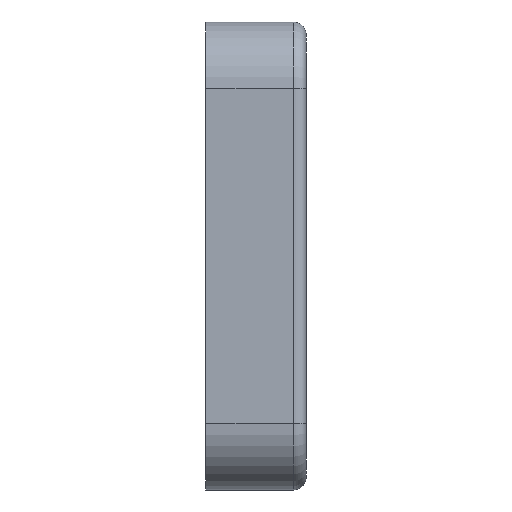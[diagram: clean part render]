
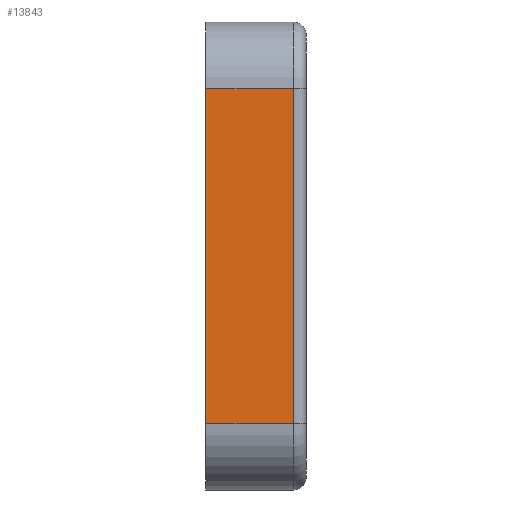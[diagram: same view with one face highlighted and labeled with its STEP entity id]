
A CAD part, left-side view. The second image highlights one B-rep face of the part: STEP entity #13843.
In plain terms, the highlighted planar face has unit normal (-1, 0, 0).
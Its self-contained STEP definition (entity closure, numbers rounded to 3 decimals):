
#211=PLANE('',#14886);
#980=FACE_OUTER_BOUND('',#1735,.T.);
#1735=EDGE_LOOP('',(#10763,#10764,#10765,#10766));
#3858=LINE('',#24181,#5005);
#3862=LINE('',#24194,#5009);
#3863=LINE('',#24196,#5010);
#3864=LINE('',#24197,#5011);
#5005=VECTOR('',#17080,10.);
#5009=VECTOR('',#17096,10.);
#5010=VECTOR('',#17097,10.);
#5011=VECTOR('',#17098,10.);
#6363=VERTEX_POINT('',#24173);
#6365=VERTEX_POINT('',#24179);
#6368=VERTEX_POINT('',#24193);
#6369=VERTEX_POINT('',#24195);
#8118=EDGE_CURVE('',#6365,#6363,#3858,.T.);
#8125=EDGE_CURVE('',#6365,#6368,#3862,.T.);
#8126=EDGE_CURVE('',#6369,#6368,#3863,.T.);
#8127=EDGE_CURVE('',#6363,#6369,#3864,.T.);
#10763=ORIENTED_EDGE('',*,*,#8118,.F.);
#10764=ORIENTED_EDGE('',*,*,#8125,.T.);
#10765=ORIENTED_EDGE('',*,*,#8126,.F.);
#10766=ORIENTED_EDGE('',*,*,#8127,.F.);
#13843=ADVANCED_FACE('',(#980),#211,.T.);
#14886=AXIS2_PLACEMENT_3D('',#24192,#17094,#17095);
#17080=DIRECTION('',(0.,0.,-1.));
#17094=DIRECTION('center_axis',(-1.,0.,0.));
#17095=DIRECTION('ref_axis',(0.,0.,1.));
#17096=DIRECTION('',(0.,1.,0.));
#17097=DIRECTION('',(0.,0.,1.));
#17098=DIRECTION('',(0.,1.,0.));
#24173=CARTESIAN_POINT('',(-27.95,1.,-13.));
#24179=CARTESIAN_POINT('',(-27.95,1.,13.));
#24181=CARTESIAN_POINT('',(-27.95,1.,-6.5));
#24192=CARTESIAN_POINT('Origin',(-27.95,0.,-13.));
#24193=CARTESIAN_POINT('',(-27.95,7.8,13.));
#24194=CARTESIAN_POINT('',(-27.95,0.,13.));
#24195=CARTESIAN_POINT('',(-27.95,7.8,-13.));
#24196=CARTESIAN_POINT('',(-27.95,7.8,13.));
#24197=CARTESIAN_POINT('',(-27.95,0.,-13.));
